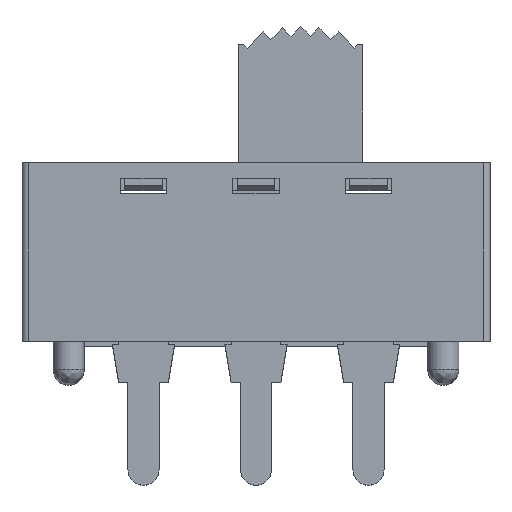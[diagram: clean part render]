
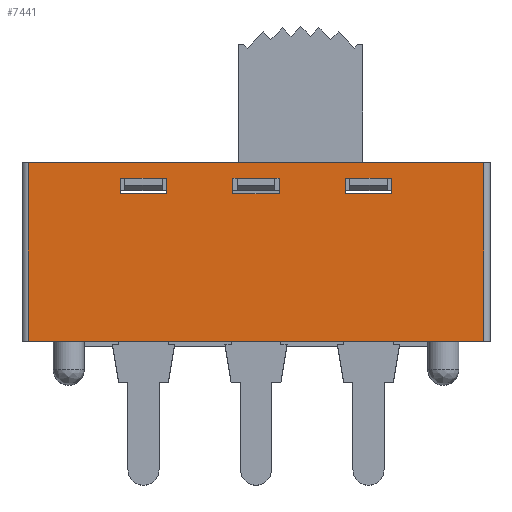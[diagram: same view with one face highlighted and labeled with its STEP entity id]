
A CAD part, top view. The second image highlights one B-rep face of the part: STEP entity #7441.
In plain terms, the highlighted planar face has unit normal (0, 0, 1).
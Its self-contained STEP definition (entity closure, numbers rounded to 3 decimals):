
#2011=ORIENTED_EDGE('',*,*,#2398,.T.);
#2012=ORIENTED_EDGE('',*,*,#2392,.F.);
#2013=ORIENTED_EDGE('',*,*,#2390,.F.);
#2014=ORIENTED_EDGE('',*,*,#2387,.F.);
#2015=ORIENTED_EDGE('',*,*,#2384,.F.);
#2016=ORIENTED_EDGE('',*,*,#2402,.F.);
#2017=ORIENTED_EDGE('',*,*,#2432,.T.);
#2018=ORIENTED_EDGE('',*,*,#2426,.F.);
#2019=ORIENTED_EDGE('',*,*,#2424,.F.);
#2020=ORIENTED_EDGE('',*,*,#2421,.F.);
#2021=ORIENTED_EDGE('',*,*,#2418,.F.);
#2022=ORIENTED_EDGE('',*,*,#2436,.F.);
#2023=ORIENTED_EDGE('',*,*,#2463,.T.);
#2024=ORIENTED_EDGE('',*,*,#2456,.F.);
#2025=ORIENTED_EDGE('',*,*,#2454,.F.);
#2026=ORIENTED_EDGE('',*,*,#2451,.F.);
#2027=ORIENTED_EDGE('',*,*,#2448,.F.);
#2028=ORIENTED_EDGE('',*,*,#2468,.F.);
#2029=ORIENTED_EDGE('',*,*,#3291,.T.);
#2030=ORIENTED_EDGE('',*,*,#3304,.T.);
#2031=ORIENTED_EDGE('',*,*,#3305,.T.);
#2032=ORIENTED_EDGE('',*,*,#3306,.T.);
#2384=EDGE_CURVE('',#3426,#3423,#4143,.T.);
#2387=EDGE_CURVE('',#3423,#3427,#4146,.T.);
#2390=EDGE_CURVE('',#3427,#3429,#4149,.T.);
#2392=EDGE_CURVE('',#3429,#3431,#4151,.T.);
#2398=EDGE_CURVE('',#3433,#3431,#4157,.T.);
#2402=EDGE_CURVE('',#3433,#3426,#4161,.T.);
#2418=EDGE_CURVE('',#3448,#3445,#4177,.T.);
#2421=EDGE_CURVE('',#3445,#3449,#4180,.T.);
#2424=EDGE_CURVE('',#3449,#3451,#4183,.T.);
#2426=EDGE_CURVE('',#3451,#3453,#4185,.T.);
#2432=EDGE_CURVE('',#3455,#3453,#4191,.T.);
#2436=EDGE_CURVE('',#3455,#3448,#4195,.T.);
#2448=EDGE_CURVE('',#3466,#3463,#4207,.T.);
#2451=EDGE_CURVE('',#3463,#3467,#4210,.T.);
#2454=EDGE_CURVE('',#3467,#3469,#4213,.T.);
#2456=EDGE_CURVE('',#3469,#3472,#4215,.T.);
#2463=EDGE_CURVE('',#3475,#3472,#4222,.T.);
#2468=EDGE_CURVE('',#3475,#3466,#4227,.T.);
#3291=EDGE_CURVE('',#4023,#4022,#4980,.T.);
#3304=EDGE_CURVE('',#4022,#4030,#4989,.T.);
#3305=EDGE_CURVE('',#4030,#4031,#4990,.T.);
#3306=EDGE_CURVE('',#4031,#4023,#4991,.T.);
#3423=VERTEX_POINT('',#9976);
#3426=VERTEX_POINT('',#9981);
#3427=VERTEX_POINT('',#9985);
#3429=VERTEX_POINT('',#9991);
#3431=VERTEX_POINT('',#9998);
#3433=VERTEX_POINT('',#10007);
#3445=VERTEX_POINT('',#10043);
#3448=VERTEX_POINT('',#10048);
#3449=VERTEX_POINT('',#10052);
#3451=VERTEX_POINT('',#10058);
#3453=VERTEX_POINT('',#10065);
#3455=VERTEX_POINT('',#10074);
#3463=VERTEX_POINT('',#10101);
#3466=VERTEX_POINT('',#10106);
#3467=VERTEX_POINT('',#10110);
#3469=VERTEX_POINT('',#10116);
#3472=VERTEX_POINT('',#10124);
#3475=VERTEX_POINT('',#10135);
#4022=VERTEX_POINT('',#11883);
#4023=VERTEX_POINT('',#11885);
#4030=VERTEX_POINT('',#11908);
#4031=VERTEX_POINT('',#11912);
#4143=LINE('',#9982,#5131);
#4146=LINE('',#9988,#5134);
#4149=LINE('',#9994,#5137);
#4151=LINE('',#9997,#5139);
#4157=LINE('',#10008,#5145);
#4161=LINE('',#10015,#5149);
#4177=LINE('',#10049,#5165);
#4180=LINE('',#10055,#5168);
#4183=LINE('',#10061,#5171);
#4185=LINE('',#10064,#5173);
#4191=LINE('',#10075,#5179);
#4195=LINE('',#10082,#5183);
#4207=LINE('',#10107,#5195);
#4210=LINE('',#10113,#5198);
#4213=LINE('',#10119,#5201);
#4215=LINE('',#10123,#5203);
#4222=LINE('',#10136,#5210);
#4227=LINE('',#10146,#5215);
#4980=LINE('',#11884,#5968);
#4989=LINE('',#11909,#5977);
#4990=LINE('',#11911,#5978);
#4991=LINE('',#11913,#5979);
#5131=VECTOR('',#8092,1000.);
#5134=VECTOR('',#8097,1000.);
#5137=VECTOR('',#8102,1000.);
#5139=VECTOR('',#8106,1000.);
#5145=VECTOR('',#8116,1000.);
#5149=VECTOR('',#8124,1000.);
#5165=VECTOR('',#8148,1000.);
#5168=VECTOR('',#8153,1000.);
#5171=VECTOR('',#8158,1000.);
#5173=VECTOR('',#8162,1000.);
#5179=VECTOR('',#8172,1000.);
#5183=VECTOR('',#8180,1000.);
#5195=VECTOR('',#8198,1000.);
#5198=VECTOR('',#8203,1000.);
#5201=VECTOR('',#8208,1000.);
#5203=VECTOR('',#8212,1000.);
#5210=VECTOR('',#8223,1000.);
#5215=VECTOR('',#8232,1000.);
#5968=VECTOR('',#9643,1000.);
#5977=VECTOR('',#9668,1000.);
#5978=VECTOR('',#9671,1000.);
#5979=VECTOR('',#9672,1000.);
#6375=EDGE_LOOP('',(#2011,#2012,#2013,#2014,#2015,#2016));
#6376=EDGE_LOOP('',(#2017,#2018,#2019,#2020,#2021,#2022));
#6377=EDGE_LOOP('',(#2023,#2024,#2025,#2026,#2027,#2028));
#6378=EDGE_LOOP('',(#2029,#2030,#2031,#2032));
#6760=FACE_BOUND('',#6375,.T.);
#6761=FACE_BOUND('',#6376,.T.);
#6762=FACE_BOUND('',#6377,.T.);
#6763=FACE_BOUND('',#6378,.T.);
#7087=PLANE('',#7885);
#7441=ADVANCED_FACE('',(#6760,#6761,#6762,#6763),#7087,.T.);
#7885=AXIS2_PLACEMENT_3D('',#11910,#9669,#9670);
#8092=DIRECTION('',(0.,-1.,0.));
#8097=DIRECTION('',(1.,0.,0.));
#8102=DIRECTION('',(0.,1.,0.));
#8106=DIRECTION('',(-1.,0.,0.));
#8116=DIRECTION('',(1.,0.,0.));
#8124=DIRECTION('',(-1.,0.,0.));
#8148=DIRECTION('',(0.,-1.,0.));
#8153=DIRECTION('',(1.,0.,0.));
#8158=DIRECTION('',(0.,1.,0.));
#8162=DIRECTION('',(-1.,0.,0.));
#8172=DIRECTION('',(1.,0.,0.));
#8180=DIRECTION('',(-1.,0.,0.));
#8198=DIRECTION('',(0.,-1.,0.));
#8203=DIRECTION('',(1.,0.,0.));
#8208=DIRECTION('',(0.,1.,0.));
#8212=DIRECTION('',(-1.,0.,0.));
#8223=DIRECTION('',(1.,0.,0.));
#8232=DIRECTION('',(-1.,0.,0.));
#9643=DIRECTION('',(1.,0.,0.));
#9668=DIRECTION('',(0.,1.,0.));
#9669=DIRECTION('',(0.,0.,1.));
#9670=DIRECTION('',(1.,0.,0.));
#9671=DIRECTION('',(-1.,0.,0.));
#9672=DIRECTION('',(0.,-1.,0.));
#9976=CARTESIAN_POINT('',(3.645,6.045,5.372));
#9981=CARTESIAN_POINT('',(3.645,6.68,5.372));
#9982=CARTESIAN_POINT('',(3.645,6.68,5.372));
#9985=CARTESIAN_POINT('',(5.55,6.045,5.372));
#9988=CARTESIAN_POINT('',(-5.55,6.045,5.372));
#9991=CARTESIAN_POINT('',(5.55,6.68,5.372));
#9994=CARTESIAN_POINT('',(5.55,6.045,5.372));
#9997=CARTESIAN_POINT('',(0.,6.68,5.372));
#9998=CARTESIAN_POINT('',(5.359,6.68,5.372));
#10007=CARTESIAN_POINT('',(3.835,6.68,5.372));
#10008=CARTESIAN_POINT('',(3.835,6.68,5.372));
#10015=CARTESIAN_POINT('',(0.,6.68,5.372));
#10043=CARTESIAN_POINT('',(-0.953,6.045,5.372));
#10048=CARTESIAN_POINT('',(-0.953,6.68,5.372));
#10049=CARTESIAN_POINT('',(-0.953,6.68,5.372));
#10052=CARTESIAN_POINT('',(0.953,6.045,5.372));
#10055=CARTESIAN_POINT('',(-5.55,6.045,5.372));
#10058=CARTESIAN_POINT('',(0.953,6.68,5.372));
#10061=CARTESIAN_POINT('',(0.953,6.045,5.372));
#10064=CARTESIAN_POINT('',(0.,6.68,5.372));
#10065=CARTESIAN_POINT('',(0.762,6.68,5.372));
#10074=CARTESIAN_POINT('',(-0.762,6.68,5.372));
#10075=CARTESIAN_POINT('',(-0.762,6.68,5.372));
#10082=CARTESIAN_POINT('',(0.,6.68,5.372));
#10101=CARTESIAN_POINT('',(-5.55,6.045,5.372));
#10106=CARTESIAN_POINT('',(-5.55,6.68,5.372));
#10107=CARTESIAN_POINT('',(-5.55,6.68,5.372));
#10110=CARTESIAN_POINT('',(-3.645,6.045,5.372));
#10113=CARTESIAN_POINT('',(-5.55,6.045,5.372));
#10116=CARTESIAN_POINT('',(-3.645,6.68,5.372));
#10119=CARTESIAN_POINT('',(-3.645,6.045,5.372));
#10123=CARTESIAN_POINT('',(0.,6.68,5.372));
#10124=CARTESIAN_POINT('',(-3.835,6.68,5.372));
#10135=CARTESIAN_POINT('',(-5.359,6.68,5.372));
#10136=CARTESIAN_POINT('',(-5.359,6.68,5.372));
#10146=CARTESIAN_POINT('',(0.,6.68,5.372));
#11883=CARTESIAN_POINT('',(9.309,0.,5.372));
#11884=CARTESIAN_POINT('',(-9.309,0.,5.372));
#11885=CARTESIAN_POINT('',(-9.309,0.,5.372));
#11908=CARTESIAN_POINT('',(9.309,7.315,5.372));
#11909=CARTESIAN_POINT('',(9.309,0.,5.372));
#11910=CARTESIAN_POINT('',(0.,0.,5.372));
#11911=CARTESIAN_POINT('',(9.309,7.315,5.372));
#11912=CARTESIAN_POINT('',(-9.309,7.315,5.372));
#11913=CARTESIAN_POINT('',(-9.309,7.315,5.372));
